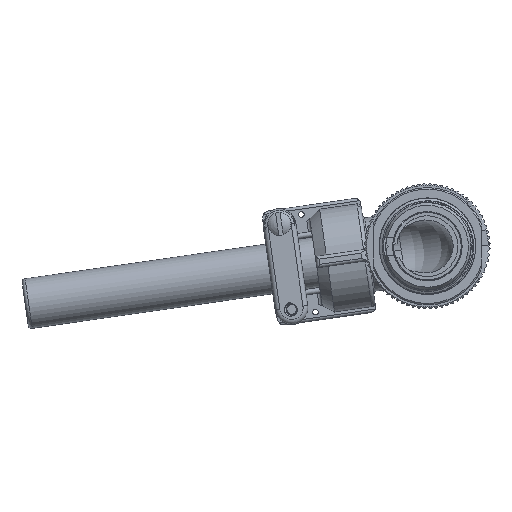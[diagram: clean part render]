
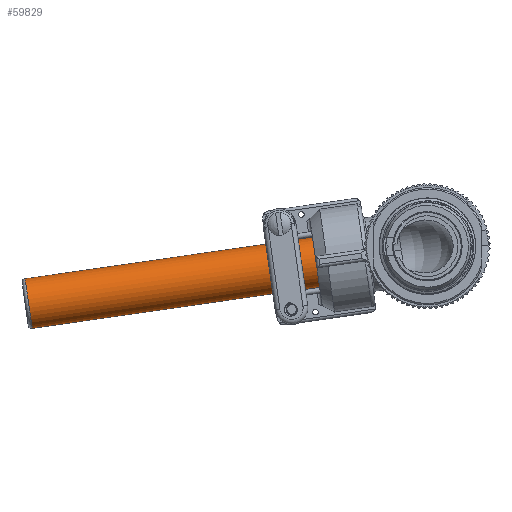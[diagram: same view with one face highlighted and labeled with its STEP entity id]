
A CAD part, front view. The second image highlights one B-rep face of the part: STEP entity #59829.
In plain terms, the highlighted cylindrical face has radius 5.45 mm (diameter 10.9 mm), a partial arc.
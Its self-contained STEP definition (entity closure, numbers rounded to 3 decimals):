
#59552=DIRECTION('',(0.99,0.,0.142));
#59553=VECTOR('',#59552,64.233);
#59554=CARTESIAN_POINT('',(-75.494,34.63,
-19.826));
#59555=LINE('4221',#59554,#59553);
#59556=DIRECTION('',(0.99,0.,0.142));
#59557=VECTOR('',#59556,64.233);
#59558=CARTESIAN_POINT('',(-73.943,34.63,
-30.615));
#59559=LINE('4225',#59558,#59557);
#59560=CARTESIAN_POINT('',(-74.718,34.63,
-25.22));
#59561=DIRECTION('',(0.99,0.,0.142));
#59562=DIRECTION('',(-0.142,0.,0.99));
#59563=AXIS2_PLACEMENT_3D('',#59560,#59561,#59562);
#59585=CARTESIAN_POINT('',(-11.139,34.63,
-16.081));
#59586=DIRECTION('',(0.99,0.,0.142));
#59587=DIRECTION('',(-0.142,0.,0.99));
#59588=AXIS2_PLACEMENT_3D('',#59585,#59586,#59587);
#59670=CARTESIAN_POINT('',(-75.494,34.63,
-19.826));
#59671=CARTESIAN_POINT('',(-11.914,34.63,
-10.686));
#59672=VERTEX_POINT('',#59670);
#59673=VERTEX_POINT('',#59671);
#59684=CARTESIAN_POINT('',(-73.943,34.63,
-30.615));
#59685=CARTESIAN_POINT('',(-10.363,34.63,
-21.475));
#59686=VERTEX_POINT('',#59684);
#59687=VERTEX_POINT('',#59685);
#59815=CARTESIAN_POINT('',(-5.843,34.63,
-15.32));
#59816=DIRECTION('',(-0.99,0.,-0.142));
#59817=DIRECTION('',(0.142,0.,-0.99));
#59818=AXIS2_PLACEMENT_3D('',#59815,#59816,#59817);
#59819=CYLINDRICAL_SURFACE('4211',#59818,5.45);
#59821=ORIENTED_EDGE('4221',*,*,#59820,.T.);
#59823=ORIENTED_EDGE('4245',*,*,#59822,.T.);
#59825=ORIENTED_EDGE('4225',*,*,#59824,.F.);
#59826=ORIENTED_EDGE('4253',*,*,#59801,.F.);
#59827=EDGE_LOOP('4211',(#59821,#59823,#59825,#59826));
#59828=FACE_OUTER_BOUND('4211',#59827,.F.);
#59564=CIRCLE('4253',#59563,5.45);
#59589=CIRCLE('4245',#59588,5.45);
#59801=EDGE_CURVE('4253',#59672,#59686,#59564,.T.);
#59820=EDGE_CURVE('4221',#59672,#59673,#59555,.T.);
#59822=EDGE_CURVE('4245',#59673,#59687,#59589,.T.);
#59824=EDGE_CURVE('4225',#59686,#59687,#59559,.T.);
#59829=ADVANCED_FACE('4211',(#59828),#59819,.T.);
